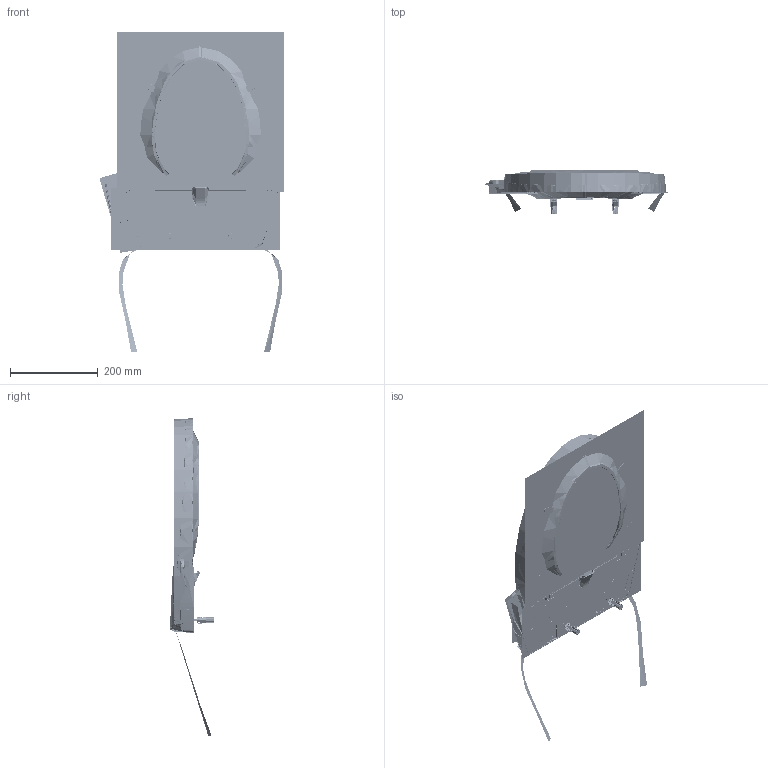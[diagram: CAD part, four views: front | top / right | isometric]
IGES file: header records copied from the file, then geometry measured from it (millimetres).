
Start section:  PTC IGES file: cscfa650-1cact0000_3d_drawing_asm_IGS.igs
Global section: file name: cscfa650-1cact0000_3d_drawing_asm_IGS.igs; native system: Creo Parametric by PTC Inc.; preprocessor: 2021072; author: 10113188; organization: Unknown; date: 20220317.135744; units: millimetre
Bounding box: 421.9 x 101 x 732.56 mm (x, y, z)
Surface area: 2754851.8 mm2 (no closed solid volume)
Topology: 0 solids, 0 shells, 22268 faces, 315171 edges, 410150 vertices
Faces by surface type: bspline 14174, revolution 7780, extrusion 314
